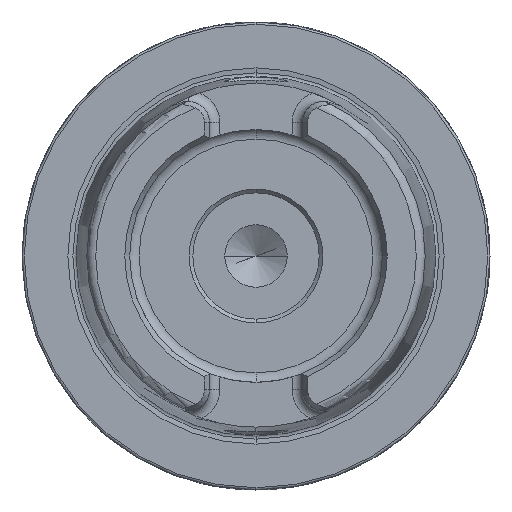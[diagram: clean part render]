
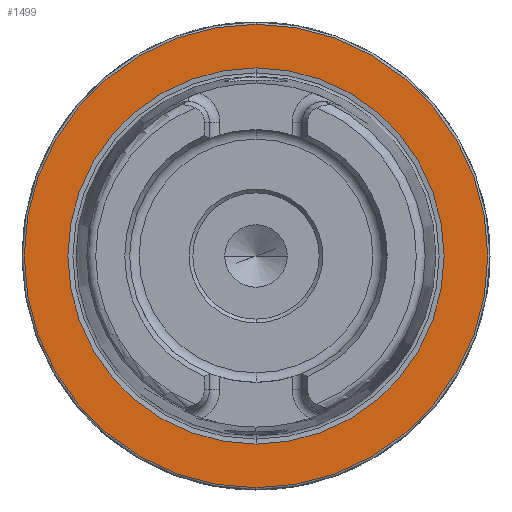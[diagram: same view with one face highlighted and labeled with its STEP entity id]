
A CAD part, left-side view. The second image highlights one B-rep face of the part: STEP entity #1499.
In plain terms, the highlighted planar face has unit normal (-1, 0, 0).
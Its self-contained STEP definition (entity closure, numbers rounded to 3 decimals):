
#5 = DIRECTION ( 'NONE',  ( 0., 0., 1. ) ) ;
#55 = EDGE_CURVE ( 'NONE', #1279, #12115, #5315, .T. ) ;
#176 = CARTESIAN_POINT ( 'NONE',  ( 0., 0., 31.2 ) ) ;
#1279 = VERTEX_POINT ( 'NONE', #11651 ) ;
#1499 = ADVANCED_FACE ( 'NONE', ( #12006, #4173 ), #11189, .F. ) ;
#3719 = DIRECTION ( 'NONE',  ( -1., 0., 0. ) ) ;
#3896 = AXIS2_PLACEMENT_3D ( 'NONE', #8394, #4528, #7358 ) ;
#4045 = EDGE_CURVE ( 'NONE', #7466, #9847, #11947, .T. ) ;
#4173 = FACE_OUTER_BOUND ( 'NONE', #7646, .T. ) ;
#4216 = EDGE_CURVE ( 'NONE', #12115, #1279, #7495, .T. ) ;
#4224 = DIRECTION ( 'NONE',  ( -1., 0., 0. ) ) ;
#4528 = DIRECTION ( 'NONE',  ( 1., 0., 0. ) ) ;
#4578 = DIRECTION ( 'NONE',  ( 0., 0., 1. ) ) ;
#4913 = DIRECTION ( 'NONE',  ( -1., 0., 0. ) ) ;
#5182 = CARTESIAN_POINT ( 'NONE',  ( 0., 0., 0. ) ) ;
#5277 = CARTESIAN_POINT ( 'NONE',  ( 0., 0., -25.324 ) ) ;
#5315 = CIRCLE ( 'NONE', #6511, 25.324 ) ;
#6428 = CARTESIAN_POINT ( 'NONE',  ( 0., 0., 0. ) ) ;
#6511 = AXIS2_PLACEMENT_3D ( 'NONE', #8729, #4913, #8612 ) ;
#6760 = AXIS2_PLACEMENT_3D ( 'NONE', #12157, #8396, #4578 ) ;
#6774 = ORIENTED_EDGE ( 'NONE', *, *, #55, .F. ) ;
#7140 = DIRECTION ( 'NONE',  ( 0., 0., 1. ) ) ;
#7358 = DIRECTION ( 'NONE',  ( 0., 0., -1. ) ) ;
#7466 = VERTEX_POINT ( 'NONE', #176 ) ;
#7495 = CIRCLE ( 'NONE', #6760, 25.324 ) ;
#7646 = EDGE_LOOP ( 'NONE', ( #10381, #11149 ) ) ;
#7798 = EDGE_CURVE ( 'NONE', #9847, #7466, #11426, .T. ) ;
#8394 = CARTESIAN_POINT ( 'NONE',  ( 0., 31.2, 0. ) ) ;
#8396 = DIRECTION ( 'NONE',  ( -1., 0., 0. ) ) ;
#8433 = EDGE_LOOP ( 'NONE', ( #6774, #9102 ) ) ;
#8612 = DIRECTION ( 'NONE',  ( 0., 0., 1. ) ) ;
#8729 = CARTESIAN_POINT ( 'NONE',  ( 0., 0., 0. ) ) ;
#9102 = ORIENTED_EDGE ( 'NONE', *, *, #4216, .F. ) ;
#9670 = AXIS2_PLACEMENT_3D ( 'NONE', #5182, #4224, #7140 ) ;
#9847 = VERTEX_POINT ( 'NONE', #11821 ) ;
#10328 = AXIS2_PLACEMENT_3D ( 'NONE', #6428, #3719, #5 ) ;
#10381 = ORIENTED_EDGE ( 'NONE', *, *, #4045, .T. ) ;
#11149 = ORIENTED_EDGE ( 'NONE', *, *, #7798, .T. ) ;
#11189 = PLANE ( 'NONE',  #3896 ) ;
#11426 = CIRCLE ( 'NONE', #10328, 31.2 ) ;
#11651 = CARTESIAN_POINT ( 'NONE',  ( 0., 0., 25.324 ) ) ;
#11821 = CARTESIAN_POINT ( 'NONE',  ( 0., 0., -31.2 ) ) ;
#11947 = CIRCLE ( 'NONE', #9670, 31.2 ) ;
#12006 = FACE_BOUND ( 'NONE', #8433, .T. ) ;
#12115 = VERTEX_POINT ( 'NONE', #5277 ) ;
#12157 = CARTESIAN_POINT ( 'NONE',  ( 0., 0., 0. ) ) ;
